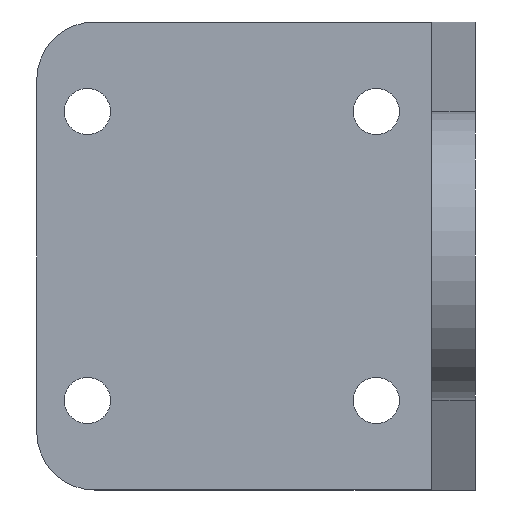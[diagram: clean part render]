
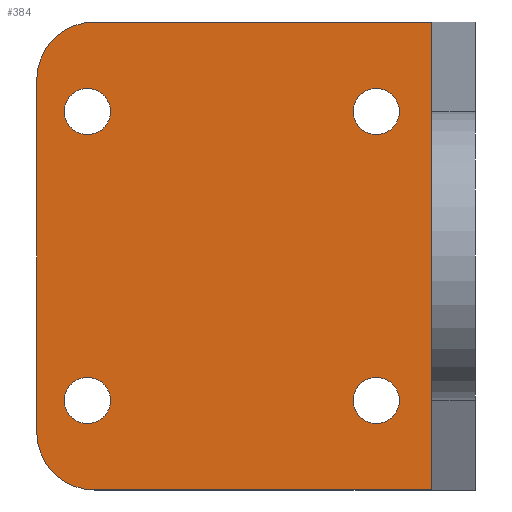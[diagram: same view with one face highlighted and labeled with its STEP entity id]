
A CAD part, left-side view. The second image highlights one B-rep face of the part: STEP entity #384.
In plain terms, the highlighted planar face has unit normal (-1, 0, 0).
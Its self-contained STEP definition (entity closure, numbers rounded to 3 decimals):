
#23=FACE_BOUND('',#68,.T.);
#24=FACE_BOUND('',#69,.T.);
#25=FACE_BOUND('',#70,.T.);
#26=FACE_BOUND('',#71,.T.);
#35=PLANE('',#409);
#47=FACE_OUTER_BOUND('',#67,.T.);
#67=EDGE_LOOP('',(#274,#275,#276,#277,#278,#279));
#68=EDGE_LOOP('',(#280));
#69=EDGE_LOOP('',(#281));
#70=EDGE_LOOP('',(#282));
#71=EDGE_LOOP('',(#283));
#100=LINE('',#577,#134);
#101=LINE('',#579,#135);
#102=LINE('',#581,#136);
#103=LINE('',#584,#137);
#134=VECTOR('',#460,10.);
#135=VECTOR('',#461,10.);
#136=VECTOR('',#462,10.);
#137=VECTOR('',#465,10.);
#167=CIRCLE('',#408,4.);
#168=CIRCLE('',#410,4.);
#169=CIRCLE('',#411,1.6);
#170=CIRCLE('',#412,1.6);
#171=CIRCLE('',#413,1.6);
#172=CIRCLE('',#414,1.6);
#186=VERTEX_POINT('',#570);
#187=VERTEX_POINT('',#572);
#188=VERTEX_POINT('',#576);
#189=VERTEX_POINT('',#578);
#190=VERTEX_POINT('',#580);
#191=VERTEX_POINT('',#582);
#192=VERTEX_POINT('',#585);
#193=VERTEX_POINT('',#587);
#194=VERTEX_POINT('',#589);
#195=VERTEX_POINT('',#591);
#220=EDGE_CURVE('',#187,#186,#167,.T.);
#222=EDGE_CURVE('',#188,#186,#100,.T.);
#223=EDGE_CURVE('',#188,#189,#101,.T.);
#224=EDGE_CURVE('',#189,#190,#102,.T.);
#225=EDGE_CURVE('',#190,#191,#168,.T.);
#226=EDGE_CURVE('',#191,#187,#103,.T.);
#227=EDGE_CURVE('',#192,#192,#169,.T.);
#228=EDGE_CURVE('',#193,#193,#170,.T.);
#229=EDGE_CURVE('',#194,#194,#171,.T.);
#230=EDGE_CURVE('',#195,#195,#172,.T.);
#274=ORIENTED_EDGE('',*,*,#220,.T.);
#275=ORIENTED_EDGE('',*,*,#222,.F.);
#276=ORIENTED_EDGE('',*,*,#223,.T.);
#277=ORIENTED_EDGE('',*,*,#224,.T.);
#278=ORIENTED_EDGE('',*,*,#225,.T.);
#279=ORIENTED_EDGE('',*,*,#226,.T.);
#280=ORIENTED_EDGE('',*,*,#227,.F.);
#281=ORIENTED_EDGE('',*,*,#228,.F.);
#282=ORIENTED_EDGE('',*,*,#229,.F.);
#283=ORIENTED_EDGE('',*,*,#230,.F.);
#384=ADVANCED_FACE('',(#47,#23,#24,#25,#26),#35,.F.);
#408=AXIS2_PLACEMENT_3D('',#573,#455,#456);
#409=AXIS2_PLACEMENT_3D('',#575,#458,#459);
#410=AXIS2_PLACEMENT_3D('',#583,#463,#464);
#411=AXIS2_PLACEMENT_3D('',#586,#466,#467);
#412=AXIS2_PLACEMENT_3D('',#588,#468,#469);
#413=AXIS2_PLACEMENT_3D('',#590,#470,#471);
#414=AXIS2_PLACEMENT_3D('',#592,#472,#473);
#455=DIRECTION('center_axis',(-1.,0.,0.));
#456=DIRECTION('ref_axis',(0.,0.707,-0.707));
#458=DIRECTION('center_axis',(1.,0.,0.));
#459=DIRECTION('ref_axis',(0.,0.,-1.));
#460=DIRECTION('',(0.,1.,0.));
#461=DIRECTION('',(0.,0.,1.));
#462=DIRECTION('',(0.,1.,0.));
#463=DIRECTION('center_axis',(-1.,0.,0.));
#464=DIRECTION('ref_axis',(0.,0.707,0.707));
#465=DIRECTION('',(0.,0.,-1.));
#466=DIRECTION('center_axis',(-1.,0.,0.));
#467=DIRECTION('ref_axis',(0.,1.,0.));
#468=DIRECTION('center_axis',(-1.,0.,0.));
#469=DIRECTION('ref_axis',(0.,1.,0.));
#470=DIRECTION('center_axis',(-1.,0.,0.));
#471=DIRECTION('ref_axis',(0.,1.,0.));
#472=DIRECTION('center_axis',(-1.,0.,0.));
#473=DIRECTION('ref_axis',(0.,1.,0.));
#570=CARTESIAN_POINT('',(109.,35.5,38.139));
#572=CARTESIAN_POINT('',(109.,39.5,42.139));
#573=CARTESIAN_POINT('Origin',(109.,35.5,42.139));
#575=CARTESIAN_POINT('Origin',(109.,9.15,70.539));
#576=CARTESIAN_POINT('',(109.,12.15,38.139));
#577=CARTESIAN_POINT('',(109.,9.15,38.139));
#578=CARTESIAN_POINT('',(109.,12.15,70.539));
#579=CARTESIAN_POINT('',(109.,12.15,62.439));
#580=CARTESIAN_POINT('',(109.,35.5,70.539));
#581=CARTESIAN_POINT('',(109.,9.15,70.539));
#582=CARTESIAN_POINT('',(109.,39.5,66.539));
#583=CARTESIAN_POINT('Origin',(109.,35.5,66.539));
#584=CARTESIAN_POINT('',(109.,39.5,38.139));
#585=CARTESIAN_POINT('',(109.,34.4,44.339));
#586=CARTESIAN_POINT('Origin',(109.,36.,44.339));
#587=CARTESIAN_POINT('',(109.,34.4,64.339));
#588=CARTESIAN_POINT('Origin',(109.,36.,64.339));
#589=CARTESIAN_POINT('',(109.,14.4,44.339));
#590=CARTESIAN_POINT('Origin',(109.,16.,44.339));
#591=CARTESIAN_POINT('',(109.,14.4,64.339));
#592=CARTESIAN_POINT('Origin',(109.,16.,64.339));
